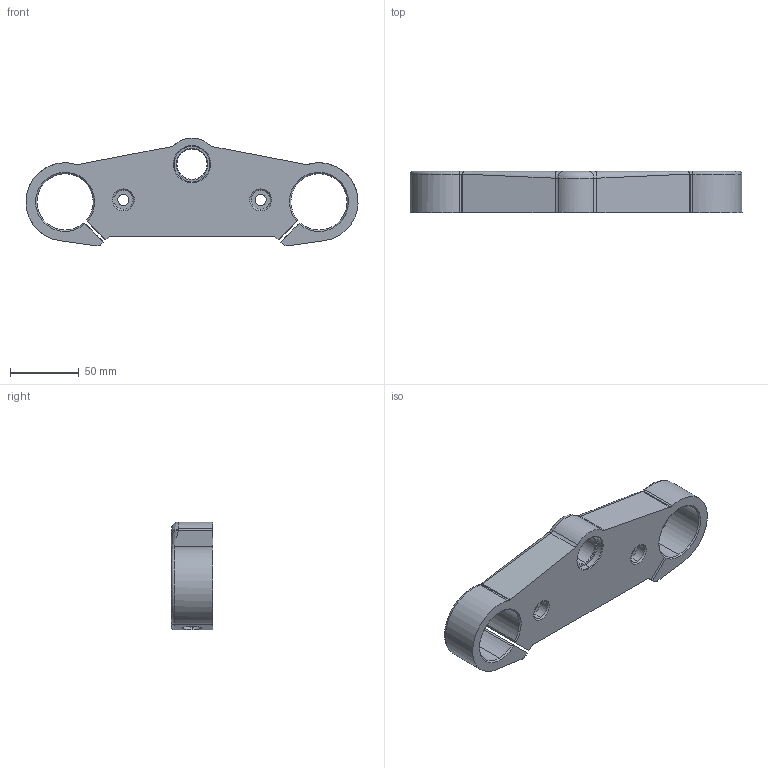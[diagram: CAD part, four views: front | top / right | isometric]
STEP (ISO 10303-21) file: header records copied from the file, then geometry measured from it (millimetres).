
FILE_DESCRIPTION (( 'STEP AP214' ), '1' );
FILE_NAME ('Base du té supérieur 650 DR - 01 OK.STEP', '2019-05-06T16:34:17', ( '' ), ( '' ), 'SwSTEP 2.0', 'SolidWorks 2019', '' );
FILE_SCHEMA (( 'AUTOMOTIVE_DESIGN' ));
Length unit declared in the file: millimetre
Products named in the file (1): Base du té supérieur 650 DR - 01 OK
Bounding box: 241.95 x 30 x 78.53 mm (x, y, z)
Volume: 313701.3 mm3; surface area: 53457.8 mm2
Topology: 1 solids, 1 shells, 200 faces, 526 edges, 335 vertices
Faces by surface type: cylinder 123, plane 29, bspline 26, cone 22
Entity records: 12678 total; most frequent: CARTESIAN_POINT 8423, ORIENTED_EDGE 1052, DIRECTION 712, EDGE_CURVE 526, VERTEX_POINT 335, AXIS2_PLACEMENT_3D 262, EDGE_LOOP 217, ADVANCED_FACE 200
